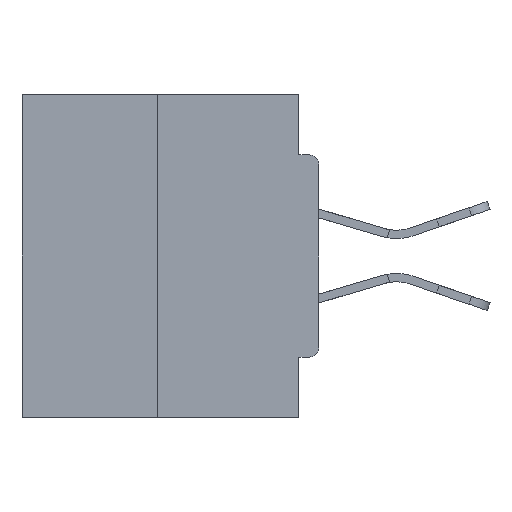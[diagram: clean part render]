
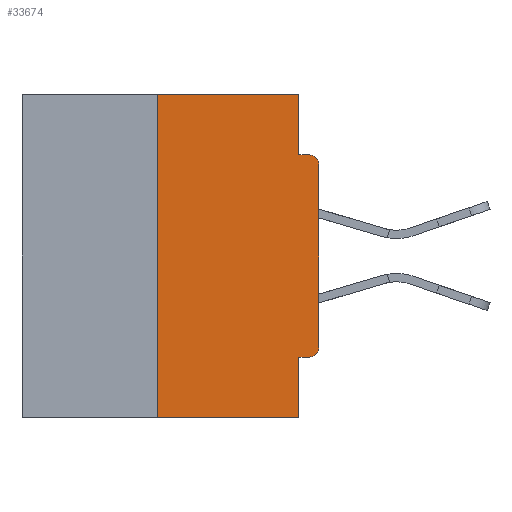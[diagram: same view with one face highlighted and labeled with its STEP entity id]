
A CAD part, left-side view. The second image highlights one B-rep face of the part: STEP entity #33674.
In plain terms, the highlighted planar face has unit normal (-1, 0, 0).
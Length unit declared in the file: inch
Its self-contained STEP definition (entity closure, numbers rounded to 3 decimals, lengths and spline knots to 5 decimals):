
#458 = VECTOR ( 'NONE', #30495, 39.37008 ) ;
#1167 = VECTOR ( 'NONE', #12772, 39.37008 ) ;
#1601 = EDGE_CURVE ( 'NONE', #29781, #37842, #20511, .T. ) ;
#2913 = EDGE_CURVE ( 'NONE', #6705, #33067, #27542, .T. ) ;
#2960 = DIRECTION ( 'NONE',  ( 0., 1., 0. ) ) ;
#3122 = DIRECTION ( 'NONE',  ( 0., 0., 1. ) ) ;
#4359 = CARTESIAN_POINT ( 'NONE',  ( 0., 0.031, 0. ) ) ;
#4372 = CARTESIAN_POINT ( 'NONE',  ( 0., 0.25, 0. ) ) ;
#4860 = FACE_OUTER_BOUND ( 'NONE', #33970, .T. ) ;
#5442 = VERTEX_POINT ( 'NONE', #26042 ) ;
#5613 = CARTESIAN_POINT ( 'NONE',  ( 0., 0.46, 0. ) ) ;
#5783 = VECTOR ( 'NONE', #3122, 39.37008 ) ;
#5973 = CARTESIAN_POINT ( 'NONE',  ( 0., 0., 0. ) ) ;
#6705 = VERTEX_POINT ( 'NONE', #17479 ) ;
#7065 = CARTESIAN_POINT ( 'NONE',  ( 0., 0., -0.0935 ) ) ;
#7376 = EDGE_CURVE ( 'NONE', #8446, #9385, #30642, .T. ) ;
#7589 = DIRECTION ( 'NONE',  ( 0., 0., 1. ) ) ;
#8446 = VERTEX_POINT ( 'NONE', #35653 ) ;
#9385 = VERTEX_POINT ( 'NONE', #33063 ) ;
#9661 = EDGE_CURVE ( 'NONE', #33845, #33577, #31885, .T. ) ;
#9669 = CARTESIAN_POINT ( 'NONE',  ( 0., 0.015, -0.0935 ) ) ;
#10330 = AXIS2_PLACEMENT_3D ( 'NONE', #5613, #19584, #22470 ) ;
#10587 = CARTESIAN_POINT ( 'NONE',  ( 0., 0.031, -0.5 ) ) ;
#11322 = CARTESIAN_POINT ( 'NONE',  ( 0., 0.015, -0.3915 ) ) ;
#12772 = DIRECTION ( 'NONE',  ( 0., -1., 0. ) ) ;
#14050 = VECTOR ( 'NONE', #7589, 39.37008 ) ;
#14085 = ORIENTED_EDGE ( 'NONE', *, *, #25933, .F. ) ;
#14254 = DIRECTION ( 'NONE',  ( 0., -1., 0. ) ) ;
#14389 = CIRCLE ( 'NONE', #30973, 0.015 ) ;
#14807 = CARTESIAN_POINT ( 'NONE',  ( 0., 0., -0.4065 ) ) ;
#16095 = DIRECTION ( 'NONE',  ( 0., 0., -1. ) ) ;
#16763 = CIRCLE ( 'NONE', #17982, 0.015 ) ;
#17072 = ORIENTED_EDGE ( 'NONE', *, *, #30721, .F. ) ;
#17258 = ORIENTED_EDGE ( 'NONE', *, *, #7376, .F. ) ;
#17428 = DIRECTION ( 'NONE',  ( -1., 0., 0. ) ) ;
#17479 = CARTESIAN_POINT ( 'NONE',  ( 0., 0.031, 0. ) ) ;
#17982 = AXIS2_PLACEMENT_3D ( 'NONE', #23121, #30516, #16095 ) ;
#18803 = VECTOR ( 'NONE', #14254, 39.37008 ) ;
#19185 = ORIENTED_EDGE ( 'NONE', *, *, #33001, .T. ) ;
#19584 = DIRECTION ( 'NONE',  ( 1., 0., 0. ) ) ;
#20511 = LINE ( 'NONE', #5973, #5783 ) ;
#21360 = EDGE_CURVE ( 'NONE', #5442, #33845, #29416, .T. ) ;
#22470 = DIRECTION ( 'NONE',  ( 0., 0., -1. ) ) ;
#22697 = LINE ( 'NONE', #37529, #18803 ) ;
#23121 = CARTESIAN_POINT ( 'NONE',  ( 0., 0.015, -0.1085 ) ) ;
#23393 = DIRECTION ( 'NONE',  ( 0., 0., -1. ) ) ;
#23789 = CARTESIAN_POINT ( 'NONE',  ( 0., 0.031, -0.5 ) ) ;
#23929 = CARTESIAN_POINT ( 'NONE',  ( 0., 0., -0.3915 ) ) ;
#24409 = EDGE_CURVE ( 'NONE', #5442, #29781, #14389, .T. ) ;
#25366 = VERTEX_POINT ( 'NONE', #9669 ) ;
#25422 = CARTESIAN_POINT ( 'NONE',  ( 0., 0., -0.1085 ) ) ;
#25933 = EDGE_CURVE ( 'NONE', #33067, #25366, #33384, .T. ) ;
#26042 = CARTESIAN_POINT ( 'NONE',  ( 0., 0.015, -0.4065 ) ) ;
#26054 = LINE ( 'NONE', #29718, #1167 ) ;
#26283 = VECTOR ( 'NONE', #36583, 39.37008 ) ;
#27491 = ORIENTED_EDGE ( 'NONE', *, *, #2913, .F. ) ;
#27542 = LINE ( 'NONE', #4359, #26283 ) ;
#29165 = DIRECTION ( 'NONE',  ( 0., 0., -1. ) ) ;
#29185 = VECTOR ( 'NONE', #23393, 39.37008 ) ;
#29416 = LINE ( 'NONE', #14807, #33117 ) ;
#29718 = CARTESIAN_POINT ( 'NONE',  ( 0., 0.46, -0.5 ) ) ;
#29781 = VERTEX_POINT ( 'NONE', #23929 ) ;
#30495 = DIRECTION ( 'NONE',  ( 0., -1., 0. ) ) ;
#30516 = DIRECTION ( 'NONE',  ( -1., 0., 0. ) ) ;
#30642 = LINE ( 'NONE', #4372, #14050 ) ;
#30721 = EDGE_CURVE ( 'NONE', #9385, #6705, #22697, .T. ) ;
#30973 = AXIS2_PLACEMENT_3D ( 'NONE', #11322, #17428, #29165 ) ;
#31885 = LINE ( 'NONE', #23789, #29185 ) ;
#32876 = ORIENTED_EDGE ( 'NONE', *, *, #35065, .T. ) ;
#33001 = EDGE_CURVE ( 'NONE', #8446, #33577, #26054, .T. ) ;
#33063 = CARTESIAN_POINT ( 'NONE',  ( 0., 0.25, 0. ) ) ;
#33067 = VERTEX_POINT ( 'NONE', #36580 ) ;
#33117 = VECTOR ( 'NONE', #2960, 39.37008 ) ;
#33384 = LINE ( 'NONE', #7065, #458 ) ;
#33457 = PLANE ( 'NONE',  #10330 ) ;
#33577 = VERTEX_POINT ( 'NONE', #10587 ) ;
#33674 = ADVANCED_FACE ( 'NONE', ( #4860 ), #33457, .F. ) ;
#33845 = VERTEX_POINT ( 'NONE', #35729 ) ;
#33946 = ORIENTED_EDGE ( 'NONE', *, *, #9661, .F. ) ;
#33970 = EDGE_LOOP ( 'NONE', ( #17072, #17258, #19185, #33946, #34842, #36254, #35313, #32876, #14085, #27491 ) ) ;
#34842 = ORIENTED_EDGE ( 'NONE', *, *, #21360, .F. ) ;
#35065 = EDGE_CURVE ( 'NONE', #37842, #25366, #16763, .T. ) ;
#35313 = ORIENTED_EDGE ( 'NONE', *, *, #1601, .T. ) ;
#35653 = CARTESIAN_POINT ( 'NONE',  ( 0., 0.25, -0.5 ) ) ;
#35729 = CARTESIAN_POINT ( 'NONE',  ( 0., 0.031, -0.4065 ) ) ;
#36254 = ORIENTED_EDGE ( 'NONE', *, *, #24409, .T. ) ;
#36580 = CARTESIAN_POINT ( 'NONE',  ( 0., 0.031, -0.0935 ) ) ;
#36583 = DIRECTION ( 'NONE',  ( 0., 0., -1. ) ) ;
#37529 = CARTESIAN_POINT ( 'NONE',  ( 0., 0.46, 0. ) ) ;
#37842 = VERTEX_POINT ( 'NONE', #25422 ) ;
